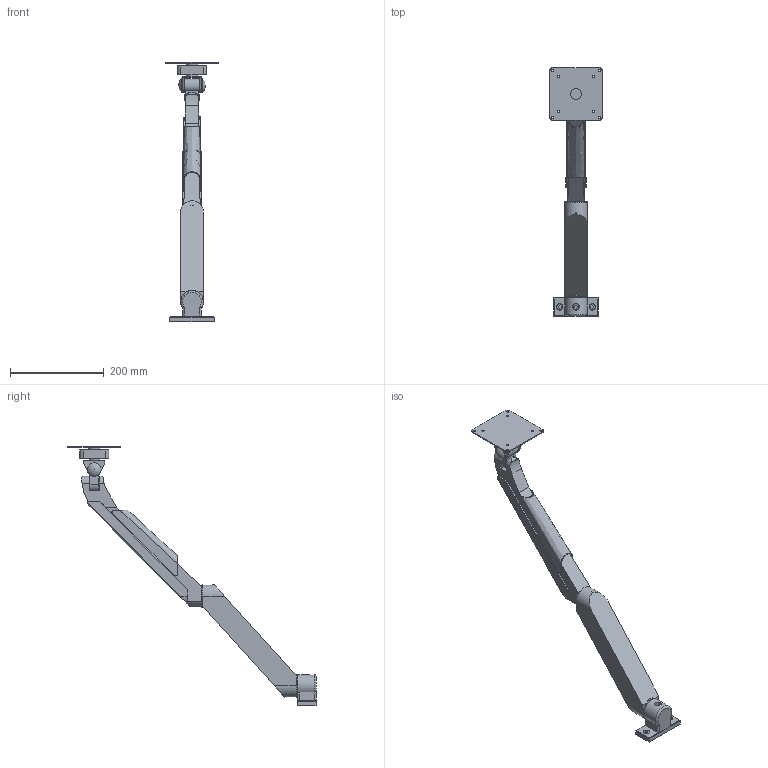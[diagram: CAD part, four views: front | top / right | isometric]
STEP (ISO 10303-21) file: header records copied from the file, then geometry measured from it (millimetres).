
FILE_DESCRIPTION( ( 'STEP AP203' ), '1' );
FILE_NAME( '6MHM75100D40(0)(0)(0).stp', '2020-01-27T14:23:34', ( '' ), ( '' ), ' ', 'PARTsolutions', ' ' );
FILE_SCHEMA( ( 'CONFIG_CONTROL_DESIGN' ) );
Length unit declared in the file: millimetre
Products named in the file (8): 6MHM75100D40(0)(0)(0); _6MHM75100D40_1a; _6MHM75100D40_1b; _6MHM75100D40_1c; _6MHM75100D40_1d; _6MHM75100D40_1d_1; _6MHM75100D40_ad; _6MHM75100D40_1e
Assembly tree (7 placements, depth 2):
  6MHM75100D40(0)(0)(0)
    _6MHM75100D40_1a
    _6MHM75100D40_1b
    _6MHM75100D40_1c
    _6MHM75100D40_1d
    _6MHM75100D40_1d_1
    _6MHM75100D40_ad
    _6MHM75100D40_1e
Bounding box: 112 x 529.73 x 553.86 mm (x, y, z)
Volume: 1513549.5 mm3; surface area: 236246.8 mm2
Topology: 7 solids, 8 shells, 266 faces, 632 edges, 408 vertices
Faces by surface type: plane 145, cylinder 91, cone 14, torus 11, bspline 3, sphere 2
Full cylindrical faces by diameter (mm): 5.3 x8, 6.647 x1, 8.4 x1, 9 x2, 13.8 x6, 24 x3, 26 x2, 28 x9, 28.93 x1, 43 x1, 48 x2, 49 x1
Entity records: 8307 total; most frequent: CARTESIAN_POINT 2073, DIRECTION 1262, ORIENTED_EDGE 1122, EDGE_CURVE 561, AXIS2_PLACEMENT_3D 470, VERTEX_POINT 400, EDGE_LOOP 372, LINE 322
